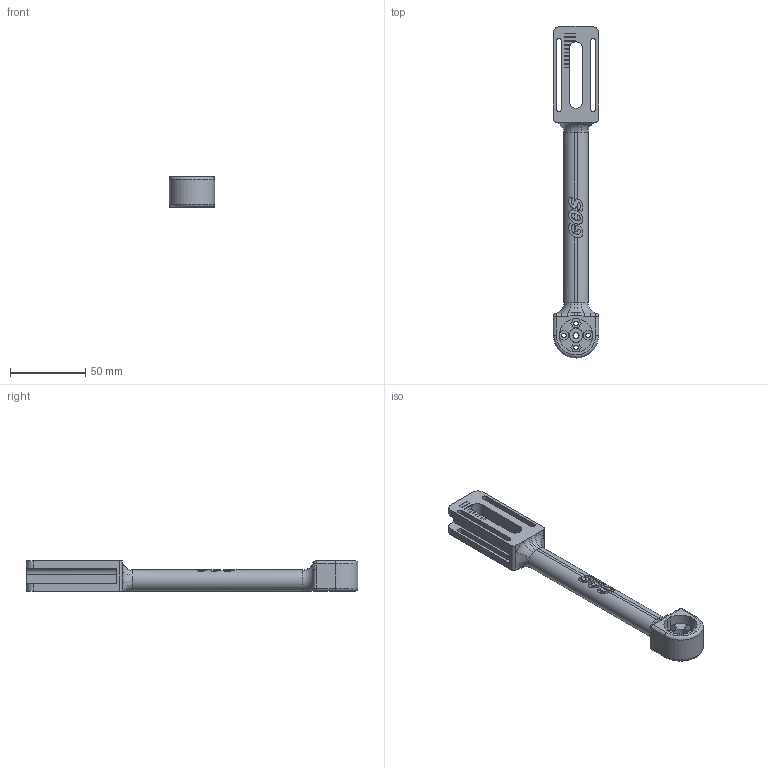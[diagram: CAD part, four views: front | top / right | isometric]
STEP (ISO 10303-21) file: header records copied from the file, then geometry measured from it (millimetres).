
FILE_DESCRIPTION(/* description */ (''),/* implementation_level */ '2;1');
FILE_NAME(/* name */ 'Eslabon1.stp',/* time_stamp */ '2022-11-06T18:15:38-05:00',/* author */ ('zulet'),/* organization */ (''),/* preprocessor_version */ 'ST-DEVELOPER v18.1',/* originating_system */ 'Autodesk Inventor 2021',/* authorisation */ '');
FILE_SCHEMA (('AUTOMOTIVE_DESIGN { 1 0 10303 214 3 1 1 }'));
Length unit declared in the file: millimetre
Products named in the file (1): Eslabon1
Bounding box: 30 x 220 x 20 mm (x, y, z)
Volume: 53724.2 mm3; surface area: 21534.6 mm2
Topology: 1 solids, 1 shells, 233 faces, 654 edges, 426 vertices
Faces by surface type: plane 112, cylinder 59, bspline 48, torus 10, sphere 4
Full cylindrical faces by diameter (mm): 3 x4, 4 x1, 9 x1, 24 x1
Entity records: 8656 total; most frequent: CARTESIAN_POINT 2828, ORIENTED_EDGE 1304, DIRECTION 1053, EDGE_CURVE 652, VERTEX_POINT 426, LINE 375, VECTOR 375, AXIS2_PLACEMENT_3D 339
